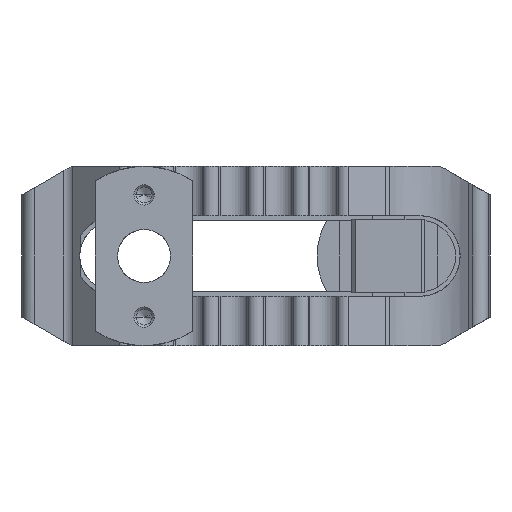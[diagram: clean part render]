
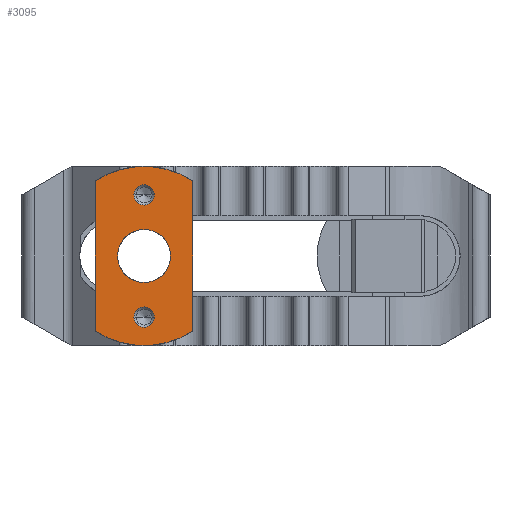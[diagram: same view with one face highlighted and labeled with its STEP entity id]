
A CAD part, front view. The second image highlights one B-rep face of the part: STEP entity #3095.
In plain terms, the highlighted planar face has unit normal (0, -1, 0).
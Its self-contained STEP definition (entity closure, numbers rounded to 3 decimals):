
#1889=EDGE_CURVE('',#4373,#4973,#5224,.T.);
#2097=VERTEX_POINT('',#5454);
#2113=VERTEX_POINT('',#5471);
#2185=EDGE_CURVE('',#2867,#2097,#5554,.T.);
#2409=EDGE_CURVE('',#4973,#4373,#5801,.T.);
#2511=EDGE_CURVE('',#3533,#3255,#5910,.T.);
#2737=EDGE_CURVE('',#3201,#3793,#6156,.T.);
#2867=VERTEX_POINT('',#6293);
#3095=ADVANCED_FACE('',(#6541,#6542,#6543,#6544),#6545,.T.);
#3201=VERTEX_POINT('',#6662);
#3255=VERTEX_POINT('',#6723);
#3469=EDGE_CURVE('',#3815,#2113,#6955,.T.);
#3533=VERTEX_POINT('',#7026);
#3793=VERTEX_POINT('',#7312);
#3815=VERTEX_POINT('',#7334);
#4185=EDGE_CURVE('',#3793,#3201,#7734,.T.);
#4373=VERTEX_POINT('',#7943);
#4387=EDGE_CURVE('',#3255,#2113,#7958,.T.);
#4639=EDGE_CURVE('',#2097,#2867,#8245,.T.);
#4807=EDGE_CURVE('',#3815,#3533,#8427,.T.);
#4973=VERTEX_POINT('',#8617);
#5224=CIRCLE('',#9029,2.5);
#5454=CARTESIAN_POINT('',(2.5,0.,-15.0));
#5471=CARTESIAN_POINT('',(-12.0,0.,-18.439));
#5554=CIRCLE('',#9529,2.5);
#5801=CIRCLE('',#9918,2.5);
#5910=LINE('',#10120,#10121);
#6156=CIRCLE('',#10474,6.5);
#6293=CARTESIAN_POINT('',(-2.5,0.,-15.0));
#6541=FACE_BOUND('',#11052,.T.);
#6542=FACE_BOUND('',#11053,.T.);
#6543=FACE_BOUND('',#11054,.T.);
#6544=FACE_OUTER_BOUND('',#11055,.T.);
#6545=PLANE('',#11056);
#6662=CARTESIAN_POINT('',(-6.5,0.,0.));
#6723=CARTESIAN_POINT('',(12.0,0.,-18.439));
#6955=LINE('',#11671,#11672);
#7026=CARTESIAN_POINT('',(12.0,0.,18.439));
#7312=CARTESIAN_POINT('',(6.5,0.0,0.));
#7334=CARTESIAN_POINT('',(-12.0,0.,18.439));
#7734=CIRCLE('',#12898,6.5);
#7943=CARTESIAN_POINT('',(2.5,0.,15.0));
#7958=CIRCLE('',#13266,22.0);
#8245=CIRCLE('',#13660,2.5);
#8427=CIRCLE('',#13927,22.0);
#8617=CARTESIAN_POINT('',(-2.5,0.,15.0));
#9029=AXIS2_PLACEMENT_3D('',#14410,#14411,#14412);
#9529=AXIS2_PLACEMENT_3D('',#14821,#14822,#14823);
#9918=AXIS2_PLACEMENT_3D('',#15122,#15123,#15124);
#10120=CARTESIAN_POINT('',(12.0,0.,23.0));
#10121=VECTOR('',#15228,1.0);
#10474=AXIS2_PLACEMENT_3D('',#15491,#15492,#15493);
#11052=EDGE_LOOP('',(#15896,#15897));
#11053=EDGE_LOOP('',(#15898,#15899));
#11054=EDGE_LOOP('',(#15900,#15901));
#11055=EDGE_LOOP('',(#15902,#15903,#15904,#15905));
#11056=AXIS2_PLACEMENT_3D('',#15906,#15907,#15908);
#11671=CARTESIAN_POINT('',(-12.0,0.,23.0));
#11672=VECTOR('',#16340,1.0);
#12898=AXIS2_PLACEMENT_3D('',#17186,#17187,#17188);
#13266=AXIS2_PLACEMENT_3D('',#17541,#17542,#17543);
#13660=AXIS2_PLACEMENT_3D('',#17933,#17934,#17935);
#13927=AXIS2_PLACEMENT_3D('',#18111,#18112,#18113);
#14410=CARTESIAN_POINT('',(0.0,0.,15.0));
#14411=DIRECTION('',(0.,1.0,0.));
#14412=DIRECTION('',(1.0,0.,0.));
#14821=CARTESIAN_POINT('',(0.0,0.,-15.0));
#14822=DIRECTION('',(0.,1.0,0.));
#14823=DIRECTION('',(-1.0,0.,0.));
#15122=CARTESIAN_POINT('',(0.0,0.,15.0));
#15123=DIRECTION('',(0.,1.0,0.));
#15124=DIRECTION('',(1.0,0.,0.));
#15228=DIRECTION('',(0.0,0.,-1.0));
#15491=CARTESIAN_POINT('',(0.0,0.0,0.0));
#15492=DIRECTION('',(0.,1.0,0.));
#15493=DIRECTION('',(-1.0,0.,0.));
#15896=ORIENTED_EDGE('',*,*,#2185,.T.);
#15897=ORIENTED_EDGE('',*,*,#4639,.T.);
#15898=ORIENTED_EDGE('',*,*,#1889,.T.);
#15899=ORIENTED_EDGE('',*,*,#2409,.T.);
#15900=ORIENTED_EDGE('',*,*,#4185,.T.);
#15901=ORIENTED_EDGE('',*,*,#2737,.T.);
#15902=ORIENTED_EDGE('',*,*,#4807,.F.);
#15903=ORIENTED_EDGE('',*,*,#3469,.T.);
#15904=ORIENTED_EDGE('',*,*,#4387,.F.);
#15905=ORIENTED_EDGE('',*,*,#2511,.F.);
#15906=CARTESIAN_POINT('',(-12.0,0.,23.0));
#15907=DIRECTION('',(0.,-1.0,0.));
#15908=DIRECTION('',(-1.0,0.,0.));
#16340=DIRECTION('',(0.0,0.,-1.0));
#17186=CARTESIAN_POINT('',(0.0,0.0,0.0));
#17187=DIRECTION('',(0.,1.0,0.));
#17188=DIRECTION('',(-1.0,0.,0.));
#17541=CARTESIAN_POINT('',(0.0,0.0,0.0));
#17542=DIRECTION('',(0.,1.0,0.));
#17543=DIRECTION('',(-1.0,0.,0.));
#17933=CARTESIAN_POINT('',(0.0,0.,-15.0));
#17934=DIRECTION('',(0.,1.0,0.));
#17935=DIRECTION('',(-1.0,0.,0.));
#18111=CARTESIAN_POINT('',(0.0,0.0,0.0));
#18112=DIRECTION('',(0.,1.0,0.));
#18113=DIRECTION('',(-1.0,0.,0.));
